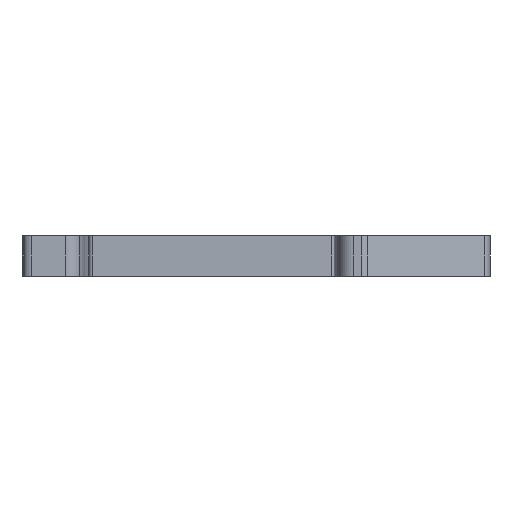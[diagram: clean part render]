
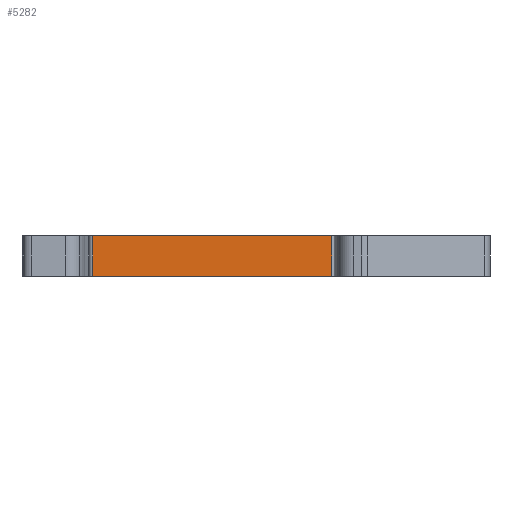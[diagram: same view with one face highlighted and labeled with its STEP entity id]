
A CAD part, front view. The second image highlights one B-rep face of the part: STEP entity #5282.
In plain terms, the highlighted planar face has unit normal (0, -1, 0).
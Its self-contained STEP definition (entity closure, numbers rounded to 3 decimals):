
#527=DIRECTION('',(1.,0.,0.));
#528=VECTOR('',#527,30.895);
#529=CARTESIAN_POINT('',(-10.195,-11.6,-2.6));
#530=LINE('',#529,#528);
#1048=DIRECTION('',(1.,0.,0.));
#1049=VECTOR('',#1048,30.895);
#1050=CARTESIAN_POINT('',(-10.195,-11.6,2.6));
#1051=LINE('',#1050,#1049);
#1847=DIRECTION('',(0.,0.,1.));
#1848=VECTOR('',#1847,5.2);
#1849=CARTESIAN_POINT('',(-10.195,-11.6,-2.6));
#1850=LINE('',#1849,#1848);
#1851=DIRECTION('',(0.,0.,1.));
#1852=VECTOR('',#1851,5.2);
#1853=CARTESIAN_POINT('',(20.7,-11.6,-2.6));
#1854=LINE('',#1853,#1852);
#2963=CARTESIAN_POINT('',(-10.195,-11.6,2.6));
#2964=VERTEX_POINT('',#2963);
#2965=CARTESIAN_POINT('',(20.7,-11.6,2.6));
#2966=VERTEX_POINT('',#2965);
#3255=CARTESIAN_POINT('',(-10.195,-11.6,-2.6));
#3256=VERTEX_POINT('',#3255);
#3257=CARTESIAN_POINT('',(20.7,-11.6,-2.6));
#3258=VERTEX_POINT('',#3257);
#5270=CARTESIAN_POINT('',(-10.195,-11.6,-5.));
#5271=DIRECTION('',(0.,-1.,0.));
#5272=DIRECTION('',(1.,0.,0.));
#5273=AXIS2_PLACEMENT_3D('',#5270,#5271,#5272);
#5274=PLANE('',#5273);
#5275=ORIENTED_EDGE('',*,*,#4076,.T.);
#5277=ORIENTED_EDGE('',*,*,#5276,.F.);
#5278=ORIENTED_EDGE('',*,*,#3816,.F.);
#5279=ORIENTED_EDGE('',*,*,#5263,.T.);
#5280=EDGE_LOOP('',(#5275,#5277,#5278,#5279));
#5281=FACE_OUTER_BOUND('',#5280,.F.);
#3816=EDGE_CURVE('',#3256,#3258,#530,.T.);
#4076=EDGE_CURVE('',#2964,#2966,#1051,.T.);
#5263=EDGE_CURVE('',#3256,#2964,#1850,.T.);
#5276=EDGE_CURVE('',#3258,#2966,#1854,.T.);
#5282=ADVANCED_FACE('',(#5281),#5274,.T.);
